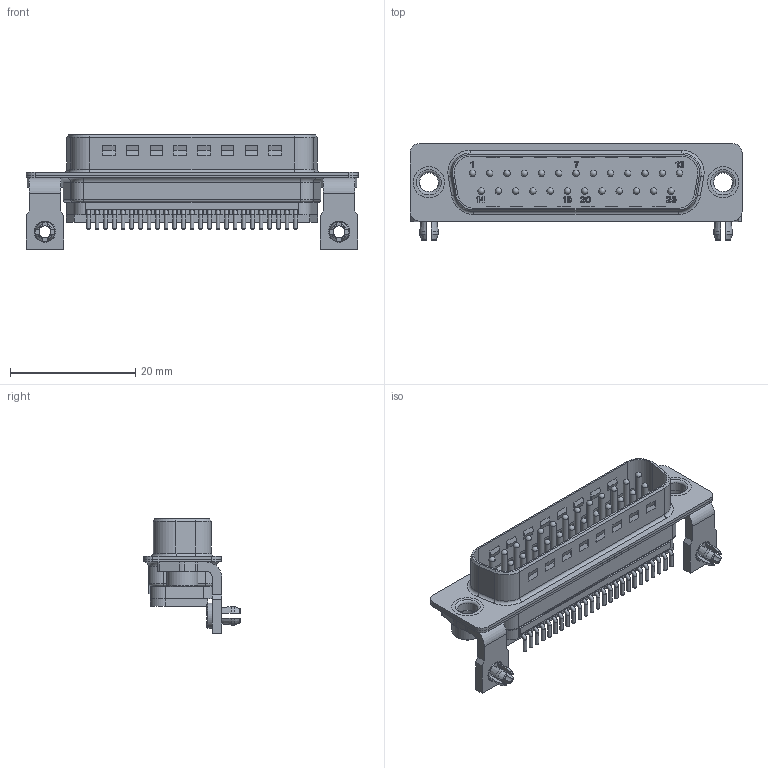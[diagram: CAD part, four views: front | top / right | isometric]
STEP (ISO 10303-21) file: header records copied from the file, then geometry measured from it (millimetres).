
FILE_DESCRIPTION( ( 'Unknown' ), '1' );
FILE_NAME( '244117113.stp', 'Unknown', ( 'Unknown' ), ( 'Unknown' ), 'PSStep 20.0.26', 'Unknown', ' ' );
FILE_SCHEMA( ( 'AUTOMOTIVE_DESIGN { 1 0 10303 214 1 1 1 1 }' ) );
Length unit declared in the file: millimetre
Products named in the file (11): Assem1; N00654_BG; R+B00477_BG; R+B00478_BG; R+B00129_BG; R+B00125_BG; R+B00318_BG; R+B00700_BG; R+B00102_male_BG; N00847_BG; N00849_BG
Assembly tree (36 placements, depth 2):
  Assem1
    N00654_BG
    R+B00477_BG  x13
    R+B00478_BG  x12
    R+B00129_BG
    R+B00125_BG
    R+B00318_BG  x2
    R+B00700_BG  x2
    R+B00102_male_BG  x2
    N00847_BG
    N00849_BG
Bounding box: 53.1 x 15.5 x 18.3 mm (x, y, z)
Volume: 3314.7 mm3; surface area: 9045.7 mm2
Topology: 36 solids, 36 shells, 4689 faces, 11551 edges, 7057 vertices
Faces by surface type: plane 4057, cylinder 383, cone 107, torus 80, extrusion 37, sphere 25
Full cylindrical faces by diameter (mm): 0.57 x75, 0.8 x25, 1 x25, 1.02 x25, 1.28 x25, 1.8 x25, 1.9 x2, 2 x25, 2.03 x50, 3 x2, 3.2 x2, 3.4 x2, 4 x4, 4.05 x2, 4.06 x4, 5 x6
Entity records: 45083 total; most frequent: CARTESIAN_POINT 8775, ORIENTED_EDGE 5596, DIRECTION 5264, EDGE_CURVE 2798, VERTEX_POINT 1873, AXIS2_PLACEMENT_3D 1771, VECTOR 1722, LINE 1685
